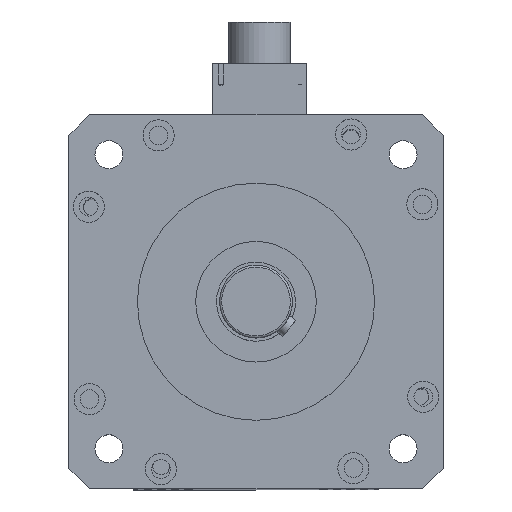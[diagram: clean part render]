
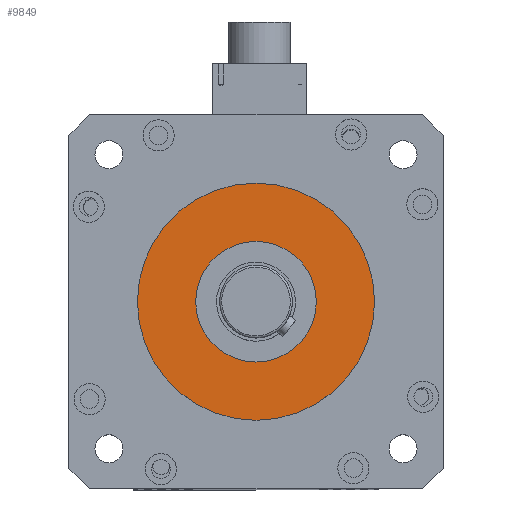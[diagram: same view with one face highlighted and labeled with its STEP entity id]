
A CAD part, top view. The second image highlights one B-rep face of the part: STEP entity #9849.
In plain terms, the highlighted planar face has unit normal (0, 0, 1).
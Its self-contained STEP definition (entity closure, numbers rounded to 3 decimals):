
#301 = DIRECTION ( 'NONE',  ( 0., 0., 1. ) ) ;
#753 = CARTESIAN_POINT ( 'NONE',  ( 90., 90., 3.2 ) ) ;
#1328 = CIRCLE ( 'NONE', #6679, 29. ) ;
#1395 = FACE_OUTER_BOUND ( 'NONE', #2899, .T. ) ;
#1498 = VERTEX_POINT ( 'NONE', #8100 ) ;
#1504 = CARTESIAN_POINT ( 'NONE',  ( 90., 90., 3.2 ) ) ;
#1783 = ORIENTED_EDGE ( 'NONE', *, *, #9568, .F. ) ;
#1887 = VERTEX_POINT ( 'NONE', #5899 ) ;
#1905 = CIRCLE ( 'NONE', #7250, 57. ) ;
#2161 = DIRECTION ( 'NONE',  ( 0., 0., 1. ) ) ;
#2340 = FACE_BOUND ( 'NONE', #9265, .T. ) ;
#2517 = DIRECTION ( 'NONE',  ( 1., 0., 0. ) ) ;
#2899 = EDGE_LOOP ( 'NONE', ( #3200, #3823 ) ) ;
#2928 = DIRECTION ( 'NONE',  ( 0., 0., 1. ) ) ;
#2994 = CIRCLE ( 'NONE', #8536, 29. ) ;
#3200 = ORIENTED_EDGE ( 'NONE', *, *, #4403, .T. ) ;
#3823 = ORIENTED_EDGE ( 'NONE', *, *, #8919, .T. ) ;
#4380 = CARTESIAN_POINT ( 'NONE',  ( 90., 90., 3.2 ) ) ;
#4403 = EDGE_CURVE ( 'NONE', #9585, #1887, #6914, .T. ) ;
#5120 = DIRECTION ( 'NONE',  ( 1., 0., 0. ) ) ;
#5798 = AXIS2_PLACEMENT_3D ( 'NONE', #753, #2928, #6887 ) ;
#5899 = CARTESIAN_POINT ( 'NONE',  ( 147., 90., 3.2 ) ) ;
#6679 = AXIS2_PLACEMENT_3D ( 'NONE', #1504, #8617, #2517 ) ;
#6887 = DIRECTION ( 'NONE',  ( 1., 0., 0. ) ) ;
#6914 = CIRCLE ( 'NONE', #9101, 57. ) ;
#6967 = DIRECTION ( 'NONE',  ( 0., 0., 1. ) ) ;
#7250 = AXIS2_PLACEMENT_3D ( 'NONE', #12000, #6967, #9087 ) ;
#7863 = VERTEX_POINT ( 'NONE', #8615 ) ;
#7940 = ORIENTED_EDGE ( 'NONE', *, *, #12184, .F. ) ;
#8100 = CARTESIAN_POINT ( 'NONE',  ( 61., 90., 3.2 ) ) ;
#8456 = DIRECTION ( 'NONE',  ( 1., 0., 0. ) ) ;
#8536 = AXIS2_PLACEMENT_3D ( 'NONE', #4380, #301, #8456 ) ;
#8615 = CARTESIAN_POINT ( 'NONE',  ( 119., 90., 3.2 ) ) ;
#8617 = DIRECTION ( 'NONE',  ( 0., 0., 1. ) ) ;
#8919 = EDGE_CURVE ( 'NONE', #1887, #9585, #1905, .T. ) ;
#9087 = DIRECTION ( 'NONE',  ( 1., 0., 0. ) ) ;
#9101 = AXIS2_PLACEMENT_3D ( 'NONE', #9127, #2161, #5120 ) ;
#9127 = CARTESIAN_POINT ( 'NONE',  ( 90., 90., 3.2 ) ) ;
#9265 = EDGE_LOOP ( 'NONE', ( #1783, #7940 ) ) ;
#9443 = CARTESIAN_POINT ( 'NONE',  ( 33., 90., 3.2 ) ) ;
#9568 = EDGE_CURVE ( 'NONE', #7863, #1498, #2994, .T. ) ;
#9585 = VERTEX_POINT ( 'NONE', #9443 ) ;
#9849 = ADVANCED_FACE ( 'NONE', ( #2340, #1395 ), #9894, .T. ) ;
#9894 = PLANE ( 'NONE',  #5798 ) ;
#12000 = CARTESIAN_POINT ( 'NONE',  ( 90., 90., 3.2 ) ) ;
#12184 = EDGE_CURVE ( 'NONE', #1498, #7863, #1328, .T. ) ;
